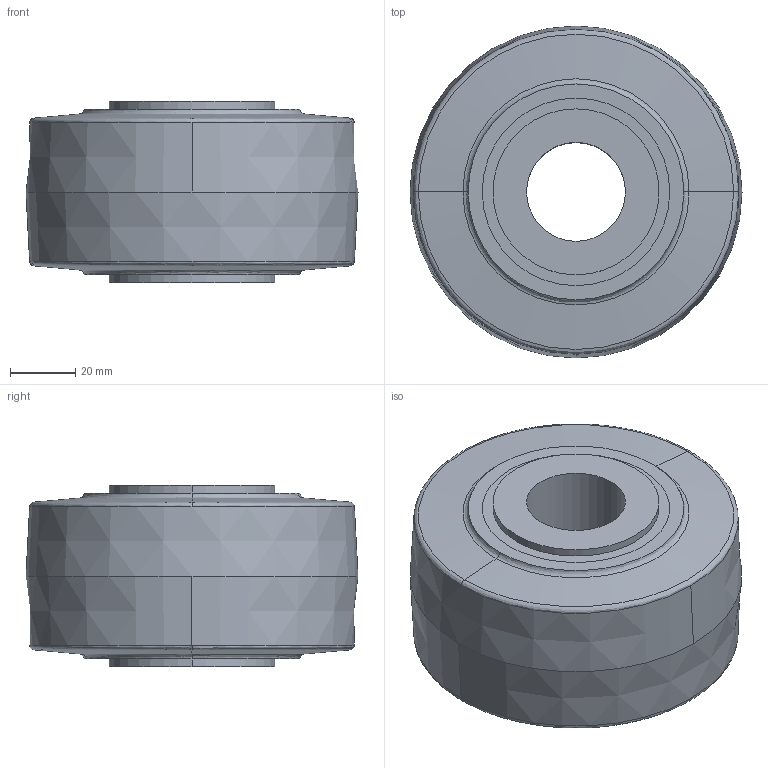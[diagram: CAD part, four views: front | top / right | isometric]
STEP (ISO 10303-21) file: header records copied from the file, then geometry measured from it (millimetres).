
FILE_DESCRIPTION (( 'STEP AP214' ), '1' );
FILE_NAME ('WCP-1534 Rev1.step', '2024-01-17T21:46:14', ( '' ), ( '' ), 'SwSTEP 2.0', 'SolidWorks 2022', '' );
FILE_SCHEMA (( 'AUTOMOTIVE_DESIGN' ));
Length unit declared in the file: inch
Products named in the file (1): WCP-1534 Rev1
Bounding box: 101.6 x 101.6 x 55.56 mm (x, y, z)
Volume: 351735 mm3; surface area: 65387.7 mm2
Topology: 2 solids, 2 shells, 52 faces, 108 edges, 66 vertices
Faces by surface type: cylinder 18, bspline 16, plane 10, cone 8
Entity records: 2757 total; most frequent: CARTESIAN_POINT 931, DIRECTION 248, ORIENTED_EDGE 216, AXIS2_PLACEMENT_3D 111, EDGE_CURVE 108, CIRCLE 74, VERTEX_POINT 66, EDGE_LOOP 62
